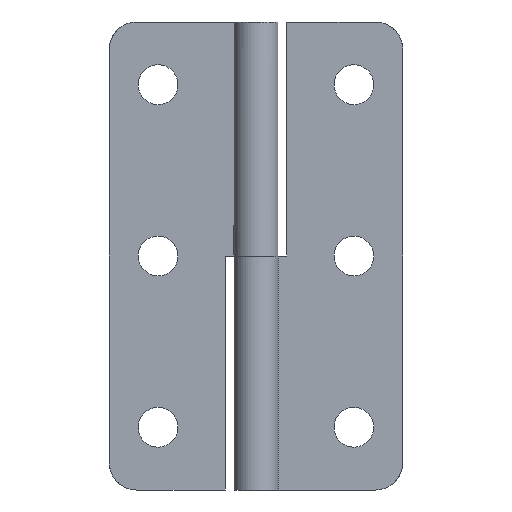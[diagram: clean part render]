
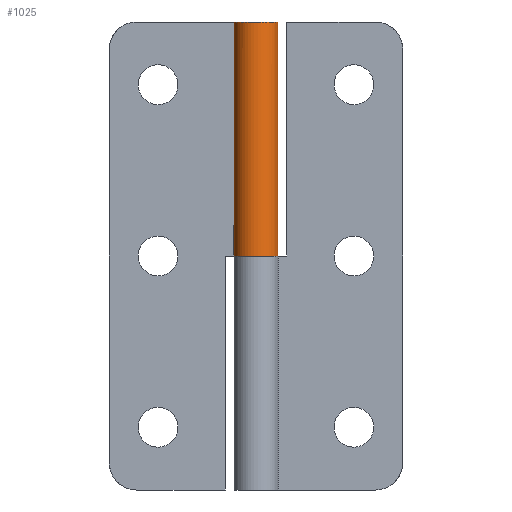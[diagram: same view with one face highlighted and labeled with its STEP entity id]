
A CAD part, front view. The second image highlights one B-rep face of the part: STEP entity #1025.
In plain terms, the highlighted free-form (B-spline) face has degree [1, 2] with [2, 7] control points.
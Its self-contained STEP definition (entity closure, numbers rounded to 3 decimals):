
#672=CARTESIAN_POINT('',(0.0,3.6,38.25));
#673=VERTEX_POINT('',#672);
#679=CARTESIAN_POINT('',(-3.026,1.95,38.25));
#680=VERTEX_POINT('',#679);
#681=CARTESIAN_POINT('',(0.0,3.6,38.25));
#682=CARTESIAN_POINT('',(2.797,3.6,38.25));
#683=CARTESIAN_POINT('',(3.488,0.889,38.25));
#684=CARTESIAN_POINT('',(4.179,-1.822,38.25));
#685=CARTESIAN_POINT('',(1.723,-3.161,38.25));
#686=CARTESIAN_POINT('',(-0.733,-4.5,38.25));
#687=CARTESIAN_POINT('',(-2.637,-2.451,38.25));
#688=CARTESIAN_POINT('',(-4.541,-0.402,38.25));
#689=CARTESIAN_POINT('',(-3.026,1.95,38.25));
#697=(BOUNDED_CURVE()B_SPLINE_CURVE(2,(#681,#682,#683,#684,#685,#686,#687,#688,#689),.UNSPECIFIED.,.F.,.U.)B_SPLINE_CURVE_WITH_KNOTS((3,2,2,2,3),(0.0,0.25,0.5,0.75,1.0),.UNSPECIFIED.)CURVE()GEOMETRIC_REPRESENTATION_ITEM()RATIONAL_B_SPLINE_CURVE((1.0,0.79,1.0,0.79,1.0,0.79,1.0,0.79,1.0))REPRESENTATION_ITEM(''));
#698=EDGE_CURVE('',#673,#680,#697,.T.);
#863=CARTESIAN_POINT('',(-3.026,1.95,76.5));
#864=VERTEX_POINT('',#863);
#870=CARTESIAN_POINT('',(0.,3.6,76.5));
#871=VERTEX_POINT('',#870);
#872=CARTESIAN_POINT('',(-3.026,1.95,76.5));
#873=CARTESIAN_POINT('',(-4.541,-0.402,76.5));
#874=CARTESIAN_POINT('',(-2.637,-2.451,76.5));
#875=CARTESIAN_POINT('',(-0.733,-4.5,76.5));
#876=CARTESIAN_POINT('',(1.723,-3.161,76.5));
#877=CARTESIAN_POINT('',(4.179,-1.822,76.5));
#878=CARTESIAN_POINT('',(3.488,0.889,76.5));
#879=CARTESIAN_POINT('',(2.797,3.6,76.5));
#880=CARTESIAN_POINT('',(0.0,3.6,76.5));
#888=(BOUNDED_CURVE()B_SPLINE_CURVE(2,(#872,#873,#874,#875,#876,#877,#878,#879,#880),.UNSPECIFIED.,.F.,.U.)B_SPLINE_CURVE_WITH_KNOTS((3,2,2,2,3),(0.0,0.25,0.5,0.75,1.0),.UNSPECIFIED.)CURVE()GEOMETRIC_REPRESENTATION_ITEM()RATIONAL_B_SPLINE_CURVE((1.0,0.79,1.0,0.79,1.0,0.79,1.0,0.79,1.0))REPRESENTATION_ITEM(''));
#889=EDGE_CURVE('',#864,#871,#888,.T.);
#925=CARTESIAN_POINT('',(-3.026,1.95,38.25));
#926=CARTESIAN_POINT('',(-3.026,1.95,76.5));
#927=QUASI_UNIFORM_CURVE('',1,(#925,#926),.UNSPECIFIED.,.F.,.U.);
#928=EDGE_CURVE('',#680,#864,#927,.T.);
#993=CARTESIAN_POINT('',(-0.094,3.599,37.294));
#994=CARTESIAN_POINT('',(-0.094,3.599,77.48));
#995=CARTESIAN_POINT('',(4.376,3.716,37.294));
#996=CARTESIAN_POINT('',(4.376,3.716,77.48));
#997=CARTESIAN_POINT('',(3.536,-0.677,37.294));
#998=CARTESIAN_POINT('',(3.536,-0.677,77.48));
#999=CARTESIAN_POINT('',(2.695,-5.069,37.294));
#1000=CARTESIAN_POINT('',(2.695,-5.069,77.48));
#1001=CARTESIAN_POINT('',(-1.416,-3.31,37.294));
#1002=CARTESIAN_POINT('',(-1.416,-3.31,77.48));
#1003=CARTESIAN_POINT('',(-5.528,-1.55,37.294));
#1004=CARTESIAN_POINT('',(-5.528,-1.55,77.48));
#1005=CARTESIAN_POINT('',(-2.931,2.091,37.294));
#1006=CARTESIAN_POINT('',(-2.931,2.091,77.48));
#1014=(BOUNDED_SURFACE()B_SPLINE_SURFACE(1,2,((#993,#995,#997,#999,#1001,#1003,#1005),(#994,#996,#998,#1000,#1002,#1004,#1006)),.UNSPECIFIED.,.F.,.F.,.U.)B_SPLINE_SURFACE_WITH_KNOTS((2,2),(3,2,2,3),(0.0,40.186),(0.0,6.894,13.788,20.683),.UNSPECIFIED.)GEOMETRIC_REPRESENTATION_ITEM()RATIONAL_B_SPLINE_SURFACE(((1.0,0.627,1.0,0.627,1.0,0.627,1.0),(1.0,0.627,1.0,0.627,1.0,0.627,1.0)))REPRESENTATION_ITEM('')SURFACE());
#1015=CARTESIAN_POINT('',(0.0,3.6,38.25));
#1016=CARTESIAN_POINT('',(0.,3.6,76.5));
#1017=QUASI_UNIFORM_CURVE('',1,(#1015,#1016),.UNSPECIFIED.,.F.,.U.);
#1018=EDGE_CURVE('',#673,#871,#1017,.T.);
#1019=ORIENTED_EDGE('',*,*,#1018,.T.);
#1020=ORIENTED_EDGE('',*,*,#889,.F.);
#1021=ORIENTED_EDGE('',*,*,#928,.F.);
#1022=ORIENTED_EDGE('',*,*,#698,.F.);
#1023=EDGE_LOOP('',(#1019,#1020,#1021,#1022));
#1024=FACE_OUTER_BOUND('',#1023,.T.);
#1025=ADVANCED_FACE('',(#1024),#1014,.T.);
